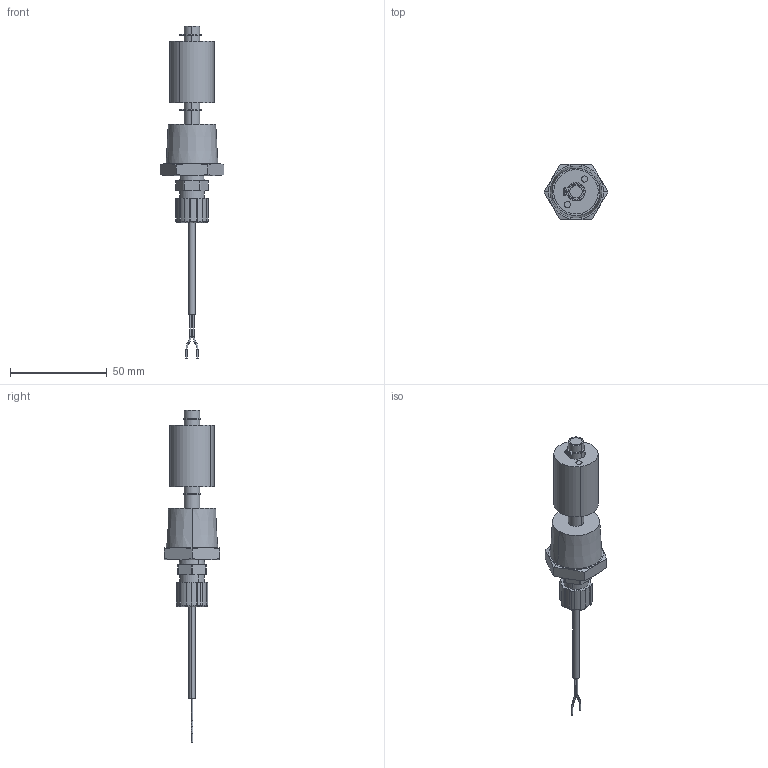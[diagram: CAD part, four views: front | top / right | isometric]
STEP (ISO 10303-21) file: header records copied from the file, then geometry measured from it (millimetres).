
FILE_DESCRIPTION (( 'STEP AP214' ), '1' );
FILE_NAME ('ADM4168-1 nc coord fxt.STEP', '2022-03-21T23:12:17', ( '' ), ( '' ), 'SwSTEP 2.0', 'SolidWorks 2021', '' );
FILE_SCHEMA (( 'AUTOMOTIVE_DESIGN' ));
Length unit declared in the file: inch
Products named in the file (1): ADM4168-1 nc coord fxt
Bounding box: 33 x 28.57 x 171.28 mm (x, y, z)
Volume: 29698.5 mm3; surface area: 15868.8 mm2
Topology: 13 solids, 13 shells, 219 faces, 502 edges, 317 vertices
Faces by surface type: cylinder 109, plane 74, bspline 26, cone 10
Entity records: 7479 total; most frequent: CARTESIAN_POINT 2375, DIRECTION 1041, ORIENTED_EDGE 1004, EDGE_CURVE 502, AXIS2_PLACEMENT_3D 407, VERTEX_POINT 317, EDGE_LOOP 243, LINE 227
